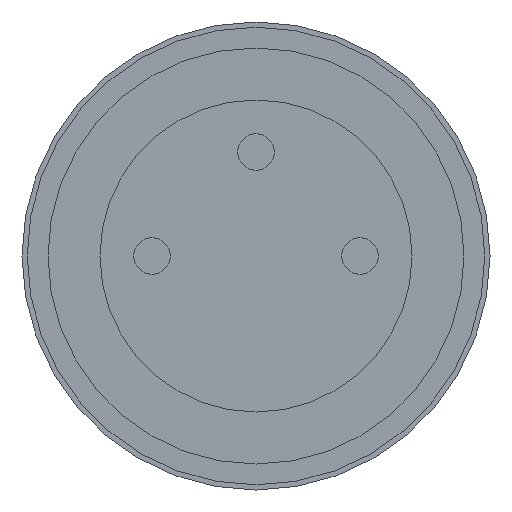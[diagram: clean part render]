
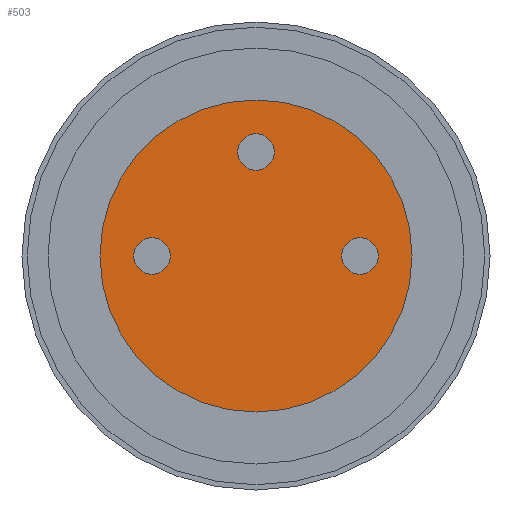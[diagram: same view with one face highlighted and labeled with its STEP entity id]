
A CAD part, left-side view. The second image highlights one B-rep face of the part: STEP entity #503.
In plain terms, the highlighted planar face has unit normal (-1, 0, 0).
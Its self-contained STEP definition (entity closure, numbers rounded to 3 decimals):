
#32=PLANE('',#577);
#54=FACE_BOUND('',#157,.T.);
#55=FACE_BOUND('',#158,.T.);
#56=FACE_BOUND('',#159,.T.);
#100=FACE_OUTER_BOUND('',#156,.T.);
#156=EDGE_LOOP('',(#388));
#157=EDGE_LOOP('',(#389));
#158=EDGE_LOOP('',(#390));
#159=EDGE_LOOP('',(#391));
#215=CIRCLE('',#560,0.35);
#217=CIRCLE('',#564,0.35);
#219=CIRCLE('',#568,0.35);
#223=CIRCLE('',#576,3.);
#254=VERTEX_POINT('',#849);
#256=VERTEX_POINT('',#855);
#258=VERTEX_POINT('',#861);
#262=VERTEX_POINT('',#873);
#302=EDGE_CURVE('',#254,#254,#215,.T.);
#304=EDGE_CURVE('',#256,#256,#217,.T.);
#306=EDGE_CURVE('',#258,#258,#219,.T.);
#310=EDGE_CURVE('',#262,#262,#223,.T.);
#388=ORIENTED_EDGE('',*,*,#310,.F.);
#389=ORIENTED_EDGE('',*,*,#302,.T.);
#390=ORIENTED_EDGE('',*,*,#304,.T.);
#391=ORIENTED_EDGE('',*,*,#306,.T.);
#503=ADVANCED_FACE('',(#100,#54,#55,#56),#32,.F.);
#560=AXIS2_PLACEMENT_3D('',#850,#690,#691);
#564=AXIS2_PLACEMENT_3D('',#856,#698,#699);
#568=AXIS2_PLACEMENT_3D('',#862,#706,#707);
#576=AXIS2_PLACEMENT_3D('',#874,#722,#723);
#577=AXIS2_PLACEMENT_3D('',#875,#724,#725);
#690=DIRECTION('center_axis',(1.,0.,0.));
#691=DIRECTION('ref_axis',(0.,0.,-1.));
#698=DIRECTION('center_axis',(1.,0.,0.));
#699=DIRECTION('ref_axis',(0.,0.,-1.));
#706=DIRECTION('center_axis',(1.,0.,0.));
#707=DIRECTION('ref_axis',(0.,0.,-1.));
#722=DIRECTION('center_axis',(1.,0.,0.));
#723=DIRECTION('ref_axis',(0.,1.,0.));
#724=DIRECTION('center_axis',(1.,0.,0.));
#725=DIRECTION('ref_axis',(0.,0.,-1.));
#849=CARTESIAN_POINT('',(0.8,0.,2.35));
#850=CARTESIAN_POINT('Origin',(0.8,0.,2.));
#855=CARTESIAN_POINT('',(0.8,-2.,0.35));
#856=CARTESIAN_POINT('Origin',(0.8,-2.,0.));
#861=CARTESIAN_POINT('',(0.8,2.,0.35));
#862=CARTESIAN_POINT('Origin',(0.8,2.,0.));
#873=CARTESIAN_POINT('',(0.8,3.,0.));
#874=CARTESIAN_POINT('Origin',(0.8,0.,0.));
#875=CARTESIAN_POINT('Origin',(0.8,1.5,0.));
